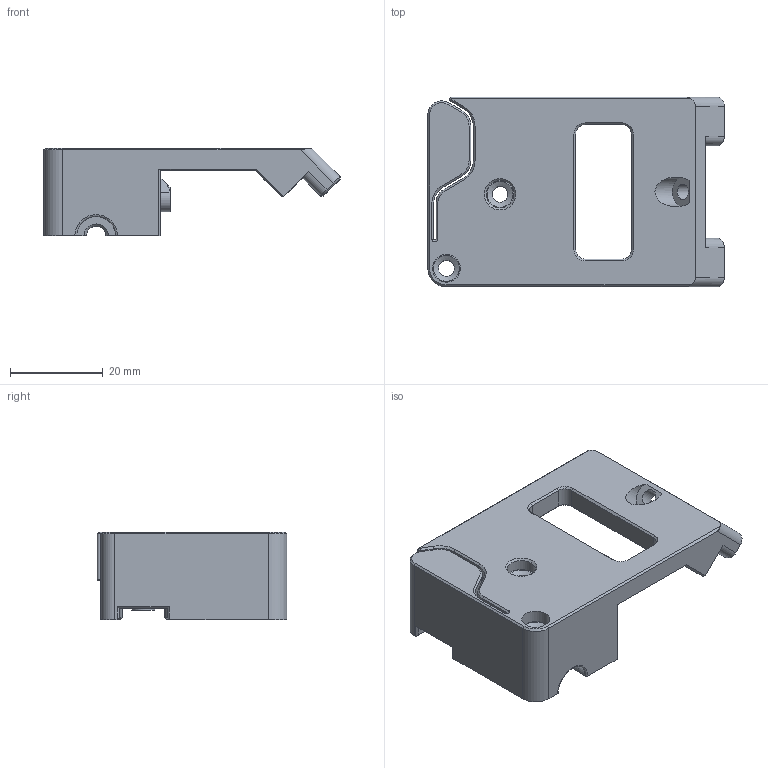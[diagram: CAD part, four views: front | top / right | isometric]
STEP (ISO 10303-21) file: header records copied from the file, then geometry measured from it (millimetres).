
FILE_DESCRIPTION(('FreeCAD Model'),'2;1');
FILE_NAME('Open CASCADE Shape Model','2022-11-11T00:55:50',('Author'),( ''),'Open CASCADE STEP processor 7.5','FreeCAD','Unknown');
FILE_SCHEMA(('AUTOMOTIVE_DESIGN { 1 0 10303 214 1 1 1 1 }'));
Length unit declared in the file: millimetre
Products named in the file (1): filament_sensor_left_45deg
Bounding box: 63.99 x 41 x 19 mm (x, y, z)
Volume: 21559.3 mm3; surface area: 9411.1 mm2
Topology: 1 solids, 1 shells, 205 faces, 499 edges, 305 vertices
Faces by surface type: plane 110, cone 45, cylinder 43, bspline 5, torus 2
Full cylindrical faces by diameter (mm): 2.7 x2, 3.1 x2, 3.2 x1, 3.4 x3, 5 x1, 6 x2
Entity records: 13934 total; most frequent: CARTESIAN_POINT 3978, DIRECTION 1854, LINE 1110, VECTOR 1110, ORIENTED_EDGE 994, PCURVE 994, DEFINITIONAL_REPRESENTATION 994, EDGE_CURVE 497
